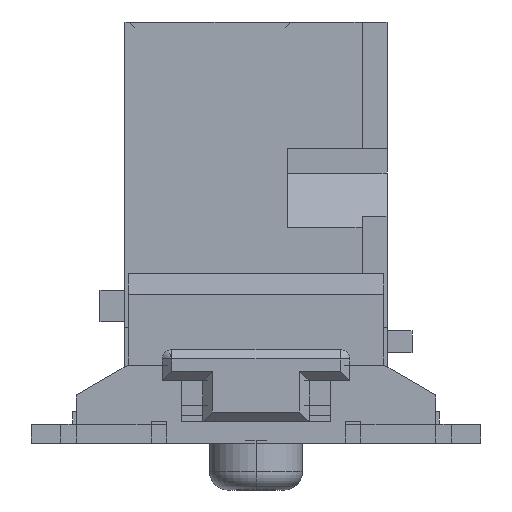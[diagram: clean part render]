
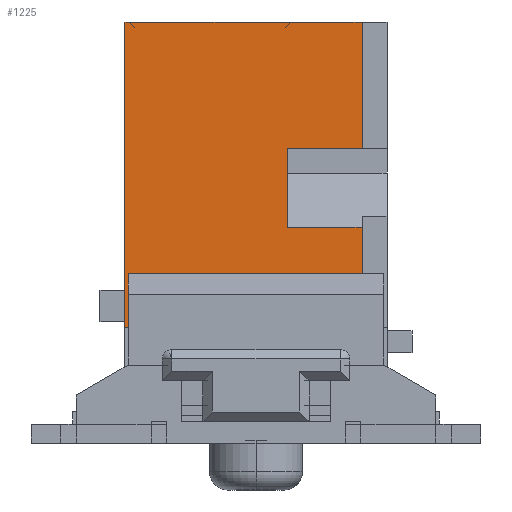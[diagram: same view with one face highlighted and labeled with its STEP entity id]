
A CAD part, left-side view. The second image highlights one B-rep face of the part: STEP entity #1225.
In plain terms, the highlighted planar face has unit normal (-1, 0, 0).
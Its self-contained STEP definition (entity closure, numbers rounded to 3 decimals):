
#1007=CARTESIAN_POINT('',(-9.63,-0.5,3.464));
#1008=VERTEX_POINT('',#1007);
#1015=CARTESIAN_POINT('',(-9.63,-1.7,3.464));
#1016=VERTEX_POINT('',#1015);
#1017=CARTESIAN_POINT('',(-9.63,-1.7,3.464));
#1018=DIRECTION('',(0.0,1.0,0.0));
#1019=VECTOR('',#1018,1.2);
#1020=LINE('',#1017,#1019);
#1021=EDGE_CURVE('',#1016,#1008,#1020,.T.);
#1045=CARTESIAN_POINT('',(-9.63,-1.7,4.73));
#1046=VERTEX_POINT('',#1045);
#1053=CARTESIAN_POINT('',(-9.63,-0.5,4.73));
#1054=VERTEX_POINT('',#1053);
#1055=CARTESIAN_POINT('',(-9.63,-0.5,4.73));
#1056=DIRECTION('',(0.0,-1.0,0.0));
#1057=VECTOR('',#1056,1.2);
#1058=LINE('',#1055,#1057);
#1059=EDGE_CURVE('',#1054,#1046,#1058,.T.);
#1104=CARTESIAN_POINT('',(-9.63,-0.5,3.464));
#1105=DIRECTION('',(0.0,0.0,1.0));
#1106=VECTOR('',#1105,1.266);
#1107=LINE('',#1104,#1106);
#1108=EDGE_CURVE('',#1008,#1054,#1107,.T.);
#1161=CARTESIAN_POINT('',(-9.63,2.1,6.75));
#1162=DIRECTION('',(-1.0,0.0,0.0));
#1163=DIRECTION('',(0.0,0.0,1.0));
#1164=AXIS2_PLACEMENT_3D('',#1161,#1162,#1163);
#1165=PLANE('',#1164);
#1166=ORIENTED_EDGE('',*,*,#1021,.T.);
#1167=ORIENTED_EDGE('',*,*,#1108,.T.);
#1168=ORIENTED_EDGE('',*,*,#1059,.T.);
#1169=CARTESIAN_POINT('',(-9.63,-1.7,6.75));
#1170=VERTEX_POINT('',#1169);
#1171=CARTESIAN_POINT('',(-9.63,-1.7,6.75));
#1172=DIRECTION('',(0.0,0.0,-1.0));
#1173=VECTOR('',#1172,2.02);
#1174=LINE('',#1171,#1173);
#1175=EDGE_CURVE('',#1170,#1046,#1174,.T.);
#1176=ORIENTED_EDGE('',*,*,#1175,.F.);
#1177=CARTESIAN_POINT('',(-9.63,-0.55,6.75));
#1178=VERTEX_POINT('',#1177);
#1179=CARTESIAN_POINT('',(-9.63,-0.55,6.75));
#1180=DIRECTION('',(0.0,-1.0,0.0));
#1181=VECTOR('',#1180,1.15);
#1182=LINE('',#1179,#1181);
#1183=EDGE_CURVE('',#1178,#1170,#1182,.T.);
#1184=ORIENTED_EDGE('',*,*,#1183,.F.);
#1185=CARTESIAN_POINT('',(-9.63,2.025,6.75));
#1186=VERTEX_POINT('',#1185);
#1187=CARTESIAN_POINT('',(-9.63,2.025,6.75));
#1188=DIRECTION('',(0.0,-1.0,0.0));
#1189=VECTOR('',#1188,2.575);
#1190=LINE('',#1187,#1189);
#1191=EDGE_CURVE('',#1186,#1178,#1190,.T.);
#1192=ORIENTED_EDGE('',*,*,#1191,.F.);
#1193=CARTESIAN_POINT('',(-9.63,2.1,6.75));
#1194=VERTEX_POINT('',#1193);
#1195=CARTESIAN_POINT('',(-9.63,2.1,6.75));
#1196=DIRECTION('',(0.0,-1.0,0.0));
#1197=VECTOR('',#1196,0.075);
#1198=LINE('',#1195,#1197);
#1199=EDGE_CURVE('',#1194,#1186,#1198,.T.);
#1200=ORIENTED_EDGE('',*,*,#1199,.F.);
#1201=CARTESIAN_POINT('',(-9.63,2.1,1.85));
#1202=VERTEX_POINT('',#1201);
#1203=CARTESIAN_POINT('',(-9.63,2.1,6.75));
#1204=DIRECTION('',(0.0,0.0,-1.0));
#1205=VECTOR('',#1204,4.9);
#1206=LINE('',#1203,#1205);
#1207=EDGE_CURVE('',#1194,#1202,#1206,.T.);
#1208=ORIENTED_EDGE('',*,*,#1207,.T.);
#1209=CARTESIAN_POINT('',(-9.63,-1.7,1.85));
#1210=VERTEX_POINT('',#1209);
#1211=CARTESIAN_POINT('',(-9.63,2.1,1.85));
#1212=DIRECTION('',(0.0,-1.0,0.0));
#1213=VECTOR('',#1212,3.8);
#1214=LINE('',#1211,#1213);
#1215=EDGE_CURVE('',#1202,#1210,#1214,.T.);
#1216=ORIENTED_EDGE('',*,*,#1215,.T.);
#1217=CARTESIAN_POINT('',(-9.63,-1.7,3.464));
#1218=DIRECTION('',(0.0,0.0,-1.0));
#1219=VECTOR('',#1218,1.614);
#1220=LINE('',#1217,#1219);
#1221=EDGE_CURVE('',#1016,#1210,#1220,.T.);
#1222=ORIENTED_EDGE('',*,*,#1221,.F.);
#1223=EDGE_LOOP('',(#1166,#1167,#1168,#1176,#1184,#1192,#1200,#1208,#1216,#1222));
#1224=FACE_OUTER_BOUND('',#1223,.T.);
#1225=ADVANCED_FACE('',(#1224),#1165,.T.);
